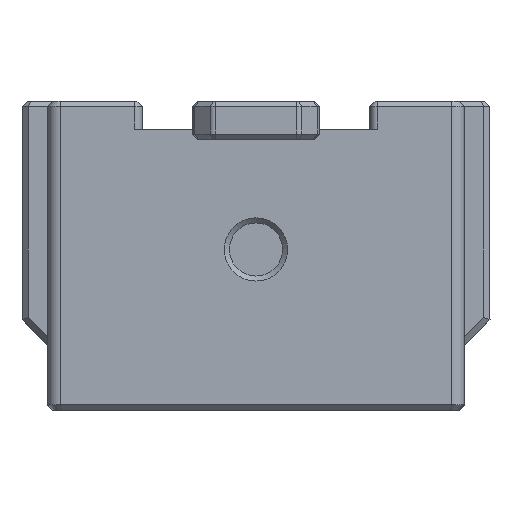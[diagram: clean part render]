
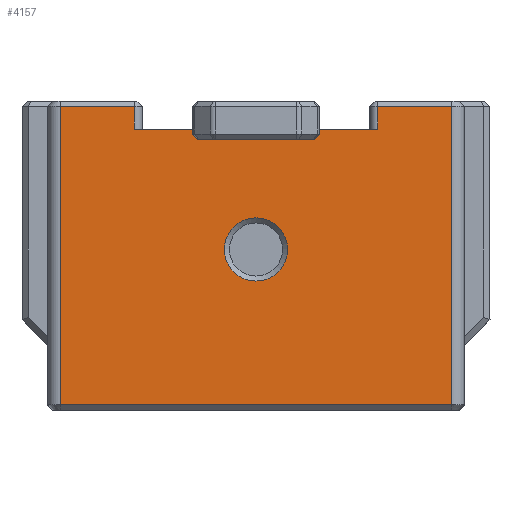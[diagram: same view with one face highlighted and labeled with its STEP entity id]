
A CAD part, top view. The second image highlights one B-rep face of the part: STEP entity #4157.
In plain terms, the highlighted planar face has unit normal (0, 0, 1).
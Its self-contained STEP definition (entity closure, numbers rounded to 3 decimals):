
#128=FACE_BOUND('',#581,.T.);
#142=PLANE('',#4438);
#318=FACE_OUTER_BOUND('',#580,.T.);
#580=EDGE_LOOP('',(#2821,#2822,#2823,#2824,#2825,#2826,#2827,#2828,#2829,
#2830,#2831,#2832,#2833,#2834));
#581=EDGE_LOOP('',(#2835));
#856=LINE('',#6080,#1241);
#857=LINE('',#6082,#1242);
#858=LINE('',#6084,#1243);
#859=LINE('',#6086,#1244);
#860=LINE('',#6088,#1245);
#861=LINE('',#6090,#1246);
#862=LINE('',#6092,#1247);
#863=LINE('',#6094,#1248);
#864=LINE('',#6096,#1249);
#865=LINE('',#6098,#1250);
#866=LINE('',#6100,#1251);
#867=LINE('',#6102,#1252);
#868=LINE('',#6104,#1253);
#869=LINE('',#6105,#1254);
#1241=VECTOR('',#4865,10.);
#1242=VECTOR('',#4866,1.);
#1243=VECTOR('',#4867,10.);
#1244=VECTOR('',#4868,1.);
#1245=VECTOR('',#4869,10.);
#1246=VECTOR('',#4870,10.);
#1247=VECTOR('',#4871,10.);
#1248=VECTOR('',#4872,10.);
#1249=VECTOR('',#4873,10.);
#1250=VECTOR('',#4874,10.);
#1251=VECTOR('',#4875,10.);
#1252=VECTOR('',#4876,10.);
#1253=VECTOR('',#4877,10.);
#1254=VECTOR('',#4878,10.);
#1624=CIRCLE('',#4433,2.5);
#1789=VERTEX_POINT('',#6066);
#1793=VERTEX_POINT('',#6078);
#1794=VERTEX_POINT('',#6079);
#1795=VERTEX_POINT('',#6081);
#1796=VERTEX_POINT('',#6083);
#1797=VERTEX_POINT('',#6085);
#1798=VERTEX_POINT('',#6087);
#1799=VERTEX_POINT('',#6089);
#1800=VERTEX_POINT('',#6091);
#1801=VERTEX_POINT('',#6093);
#1802=VERTEX_POINT('',#6095);
#1803=VERTEX_POINT('',#6097);
#1804=VERTEX_POINT('',#6099);
#1805=VERTEX_POINT('',#6101);
#1806=VERTEX_POINT('',#6103);
#2172=EDGE_CURVE('',#1789,#1789,#1624,.T.);
#2178=EDGE_CURVE('',#1793,#1794,#856,.T.);
#2179=EDGE_CURVE('',#1793,#1795,#857,.T.);
#2180=EDGE_CURVE('',#1796,#1795,#858,.T.);
#2181=EDGE_CURVE('',#1797,#1796,#859,.T.);
#2182=EDGE_CURVE('',#1798,#1797,#860,.T.);
#2183=EDGE_CURVE('',#1799,#1798,#861,.T.);
#2184=EDGE_CURVE('',#1800,#1799,#862,.T.);
#2185=EDGE_CURVE('',#1800,#1801,#863,.T.);
#2186=EDGE_CURVE('',#1801,#1802,#864,.T.);
#2187=EDGE_CURVE('',#1802,#1803,#865,.T.);
#2188=EDGE_CURVE('',#1803,#1804,#866,.T.);
#2189=EDGE_CURVE('',#1805,#1804,#867,.T.);
#2190=EDGE_CURVE('',#1806,#1805,#868,.T.);
#2191=EDGE_CURVE('',#1806,#1794,#869,.T.);
#2821=ORIENTED_EDGE('',*,*,#2178,.F.);
#2822=ORIENTED_EDGE('',*,*,#2179,.T.);
#2823=ORIENTED_EDGE('',*,*,#2180,.F.);
#2824=ORIENTED_EDGE('',*,*,#2181,.F.);
#2825=ORIENTED_EDGE('',*,*,#2182,.F.);
#2826=ORIENTED_EDGE('',*,*,#2183,.F.);
#2827=ORIENTED_EDGE('',*,*,#2184,.F.);
#2828=ORIENTED_EDGE('',*,*,#2185,.T.);
#2829=ORIENTED_EDGE('',*,*,#2186,.T.);
#2830=ORIENTED_EDGE('',*,*,#2187,.T.);
#2831=ORIENTED_EDGE('',*,*,#2188,.T.);
#2832=ORIENTED_EDGE('',*,*,#2189,.F.);
#2833=ORIENTED_EDGE('',*,*,#2190,.F.);
#2834=ORIENTED_EDGE('',*,*,#2191,.T.);
#2835=ORIENTED_EDGE('',*,*,#2172,.F.);
#4157=ADVANCED_FACE('',(#318,#128),#142,.F.);
#4433=AXIS2_PLACEMENT_3D('',#6067,#4851,#4852);
#4438=AXIS2_PLACEMENT_3D('',#6077,#4863,#4864);
#4851=DIRECTION('center_axis',(0.,0.,
1.));
#4852=DIRECTION('ref_axis',(1.,0.,0.));
#4863=DIRECTION('center_axis',(0.,0.,
-1.));
#4864=DIRECTION('ref_axis',(-1.,0.,0.));
#4865=DIRECTION('',(1.,0.,0.));
#4866=DIRECTION('',(0.,-1.,0.));
#4867=DIRECTION('',(-1.,0.,0.));
#4868=DIRECTION('',(0.,-1.,0.));
#4869=DIRECTION('',(1.,0.,0.));
#4870=DIRECTION('',(0.,1.,0.));
#4871=DIRECTION('',(1.,0.,0.));
#4872=DIRECTION('',(0.,-1.,0.));
#4873=DIRECTION('',(-0.707,-0.707,0.));
#4874=DIRECTION('',(-1.,0.,0.));
#4875=DIRECTION('',(-0.707,0.707,0.));
#4876=DIRECTION('',(0.,-1.,0.));
#4877=DIRECTION('',(1.,0.,0.));
#4878=DIRECTION('',(0.,1.,0.));
#6066=CARTESIAN_POINT('',(327.079,-155.173,108.2));
#6067=CARTESIAN_POINT('Origin',(329.579,-155.173,108.2));
#6077=CARTESIAN_POINT('Origin',(329.58,-155.681,108.2));
#6078=CARTESIAN_POINT('',(314.12,-143.865,108.2));
#6079=CARTESIAN_POINT('',(319.971,-143.865,108.2));
#6080=CARTESIAN_POINT('',(329.58,-143.865,108.2));
#6081=CARTESIAN_POINT('',(314.12,-167.466,108.2));
#6082=CARTESIAN_POINT('',(314.12,-166.788,108.2));
#6083=CARTESIAN_POINT('',(345.039,-167.466,108.2));
#6084=CARTESIAN_POINT('',(329.58,-167.466,108.2));
#6085=CARTESIAN_POINT('',(345.039,-143.865,108.2));
#6086=CARTESIAN_POINT('',(345.039,-166.788,108.2));
#6087=CARTESIAN_POINT('',(339.188,-143.865,108.2));
#6088=CARTESIAN_POINT('',(329.58,-143.865,108.2));
#6089=CARTESIAN_POINT('',(339.188,-145.666,108.2));
#6090=CARTESIAN_POINT('',(339.188,-149.805,108.2));
#6091=CARTESIAN_POINT('',(334.581,-145.666,108.2));
#6092=CARTESIAN_POINT('',(329.58,-145.666,108.2));
#6093=CARTESIAN_POINT('',(334.581,-146.066,108.2));
#6094=CARTESIAN_POINT('',(334.581,-149.773,108.2));
#6095=CARTESIAN_POINT('',(334.181,-146.466,108.2));
#6096=CARTESIAN_POINT('',(330.827,-149.82,108.2));
#6097=CARTESIAN_POINT('',(324.978,-146.466,108.2));
#6098=CARTESIAN_POINT('',(331.041,-146.466,108.2));
#6099=CARTESIAN_POINT('',(324.578,-146.066,108.2));
#6100=CARTESIAN_POINT('',(328.333,-149.82,108.2));
#6101=CARTESIAN_POINT('',(324.578,-145.666,108.2));
#6102=CARTESIAN_POINT('',(324.578,-149.773,108.2));
#6103=CARTESIAN_POINT('',(319.971,-145.666,108.2));
#6104=CARTESIAN_POINT('',(329.58,-145.666,108.2));
#6105=CARTESIAN_POINT('',(319.971,-143.865,108.2));
